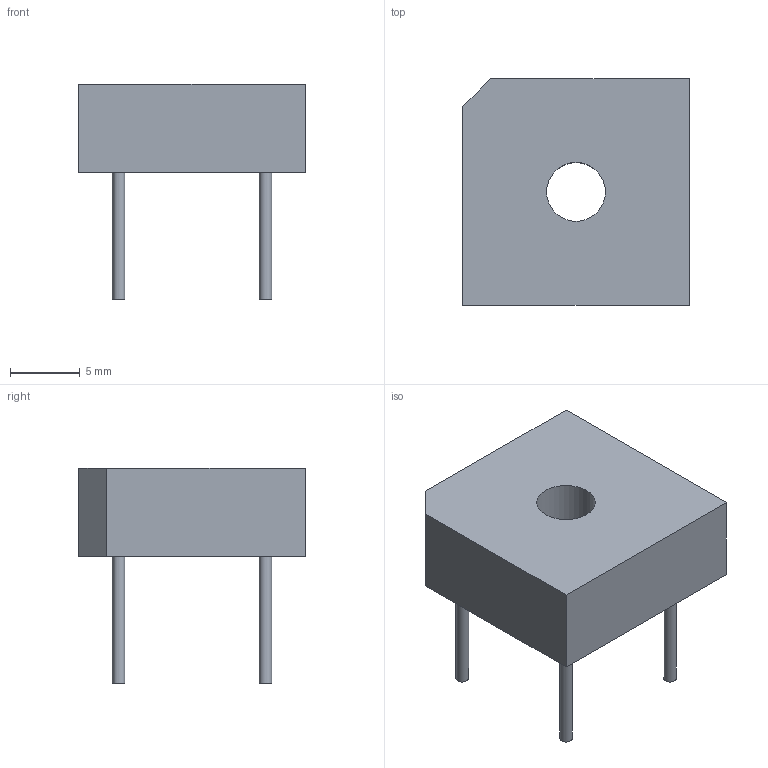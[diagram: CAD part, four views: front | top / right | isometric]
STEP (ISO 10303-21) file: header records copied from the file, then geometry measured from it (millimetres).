
FILE_DESCRIPTION(('FreeCAD Model'),'2;1');
FILE_NAME('Diode_Bridge_Vishay_KBPC1.step','2018-02-02T19:21:58',('kicad StepUp'),( 'ksu MCAD'),'Open CASCADE STEP processor 6.8','FreeCAD','Unknown');
FILE_SCHEMA(('AUTOMOTIVE_DESIGN_CC2 { 1 2 10303 214 -1 1 5 4 }'));
Length unit declared in the file: millimetre
Products named in the file (1): Diode_Bridge_Vishay_KBPC1
Bounding box: 16.2 x 16.2 x 15.4 mm (x, y, z)
Volume: 1576.6 mm3; surface area: 1080.1 mm2
Topology: 1 solids, 1 shells, 16 faces, 30 edges, 20 vertices
Faces by surface type: plane 11, cylinder 5
Full cylindrical faces by diameter (mm): 0.9 x4, 4.2 x1
Entity records: 533 total; most frequent: DIRECTION 74, CARTESIAN_POINT 67, ORIENTED_EDGE 60, EDGE_CURVE 30, AXIS2_PLACEMENT_3D 27, FACE_BOUND 22, EDGE_LOOP 22, VERTEX_POINT 20
